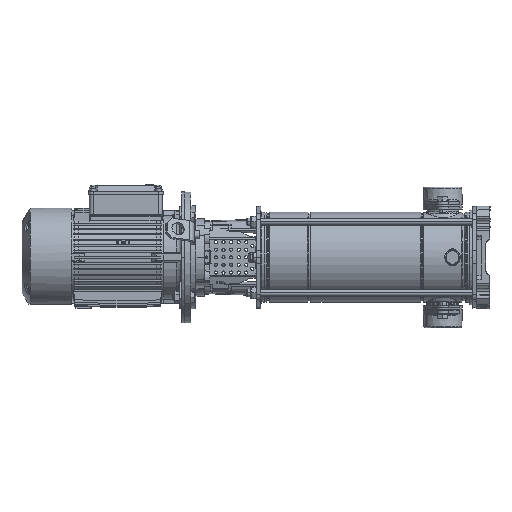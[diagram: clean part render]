
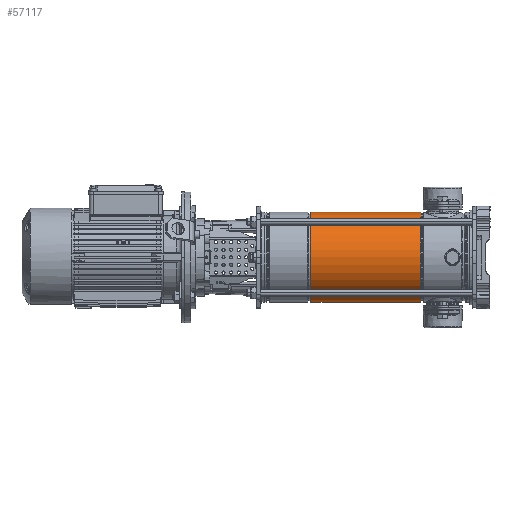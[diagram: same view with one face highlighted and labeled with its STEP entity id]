
A CAD part, left-side view. The second image highlights one B-rep face of the part: STEP entity #57117.
In plain terms, the highlighted cylindrical face has radius 85.9 mm (diameter 171.8 mm), a partial arc.
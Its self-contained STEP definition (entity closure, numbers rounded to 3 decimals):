
#4206 = DIRECTION ( 'NONE',  ( -1., 0., 0. ) ) ;
#6287 = CARTESIAN_POINT ( 'NONE',  ( 85.9, 0., 93.897 ) ) ;
#7024 = VERTEX_POINT ( 'NONE', #85249 ) ;
#9221 = CYLINDRICAL_SURFACE ( 'NONE', #86710, 85.9 ) ;
#9725 = DIRECTION ( 'NONE',  ( 0., 0., -1. ) ) ;
#9961 = EDGE_LOOP ( 'NONE', ( #36522, #59911, #85834, #18436 ) ) ;
#11055 = AXIS2_PLACEMENT_3D ( 'NONE', #37609, #86145, #65887 ) ;
#13962 = DIRECTION ( 'NONE',  ( 0., 0., -1. ) ) ;
#18436 = ORIENTED_EDGE ( 'NONE', *, *, #75625, .F. ) ;
#21566 = CARTESIAN_POINT ( 'NONE',  ( 0., 0., 303.103 ) ) ;
#23396 = VERTEX_POINT ( 'NONE', #78085 ) ;
#25156 = LINE ( 'NONE', #97009, #32646 ) ;
#32222 = EDGE_CURVE ( 'NONE', #62212, #67696, #25156, .T. ) ;
#32646 = VECTOR ( 'NONE', #48950, 1000. ) ;
#36383 = DIRECTION ( 'NONE',  ( 0., 0., -1. ) ) ;
#36522 = ORIENTED_EDGE ( 'NONE', *, *, #32222, .F. ) ;
#37609 = CARTESIAN_POINT ( 'NONE',  ( 0., 0., 93.897 ) ) ;
#43062 = CIRCLE ( 'NONE', #11055, 85.9 ) ;
#48950 = DIRECTION ( 'NONE',  ( 0., 0., -1. ) ) ;
#49673 = EDGE_CURVE ( 'NONE', #62212, #23396, #53730, .T. ) ;
#53730 = CIRCLE ( 'NONE', #57090, 85.9 ) ;
#54062 = CARTESIAN_POINT ( 'NONE',  ( -85.9, 0., 0. ) ) ;
#57090 = AXIS2_PLACEMENT_3D ( 'NONE', #21566, #36383, #4206 ) ;
#57117 = ADVANCED_FACE ( 'NONE', ( #66687 ), #9221, .T. ) ;
#59911 = ORIENTED_EDGE ( 'NONE', *, *, #49673, .T. ) ;
#62212 = VERTEX_POINT ( 'NONE', #73567 ) ;
#63530 = LINE ( 'NONE', #54062, #97399 ) ;
#65887 = DIRECTION ( 'NONE',  ( -1., 0., 0. ) ) ;
#66160 = DIRECTION ( 'NONE',  ( -1., 0., 0. ) ) ;
#66687 = FACE_OUTER_BOUND ( 'NONE', #9961, .T. ) ;
#67696 = VERTEX_POINT ( 'NONE', #6287 ) ;
#73567 = CARTESIAN_POINT ( 'NONE',  ( 85.9, 0., 303.103 ) ) ;
#75625 = EDGE_CURVE ( 'NONE', #67696, #7024, #43062, .T. ) ;
#77441 = EDGE_CURVE ( 'NONE', #23396, #7024, #63530, .T. ) ;
#78085 = CARTESIAN_POINT ( 'NONE',  ( -85.9, 0., 303.103 ) ) ;
#85249 = CARTESIAN_POINT ( 'NONE',  ( -85.9, 0., 93.897 ) ) ;
#85834 = ORIENTED_EDGE ( 'NONE', *, *, #77441, .T. ) ;
#86145 = DIRECTION ( 'NONE',  ( 0., 0., -1. ) ) ;
#86710 = AXIS2_PLACEMENT_3D ( 'NONE', #90490, #9725, #66160 ) ;
#90490 = CARTESIAN_POINT ( 'NONE',  ( 0., 0., 0. ) ) ;
#97009 = CARTESIAN_POINT ( 'NONE',  ( 85.9, 0., 0. ) ) ;
#97399 = VECTOR ( 'NONE', #13962, 1000. ) ;
